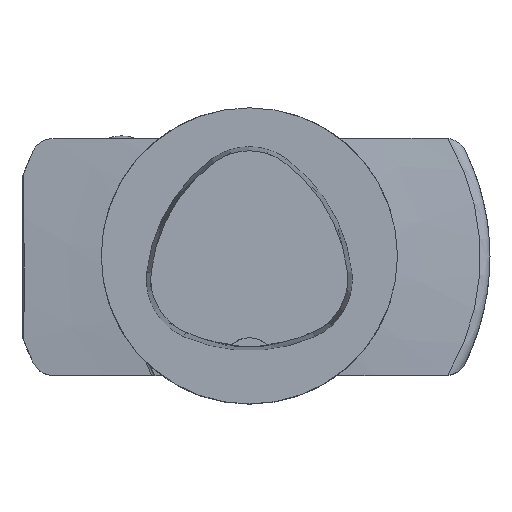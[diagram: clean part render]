
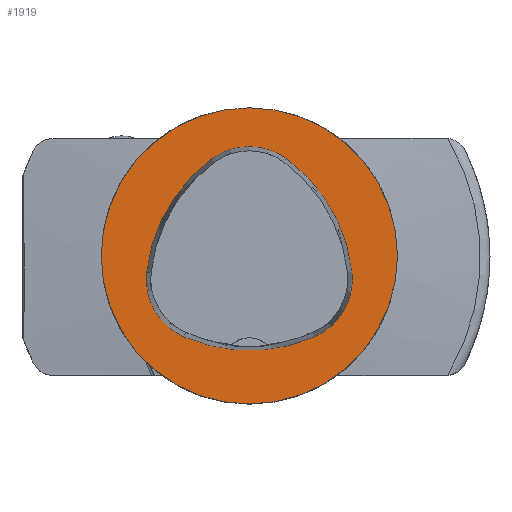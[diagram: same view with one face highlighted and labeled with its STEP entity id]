
A CAD part, top view. The second image highlights one B-rep face of the part: STEP entity #1919.
In plain terms, the highlighted planar face has unit normal (0, 0, 1).
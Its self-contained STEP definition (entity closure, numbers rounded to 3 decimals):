
#1352=PLANE('',#6183);
#1919=ADVANCED_FACE('',(#2271,#2272),#1352,.T.);
#2271=FACE_BOUND('',#2379,.T.);
#2272=FACE_BOUND('',#2380,.T.);
#2379=EDGE_LOOP('',(#2803,#2804,#2805,#2806,#2807,#2808));
#2380=EDGE_LOOP('',(#2809));
#2803=ORIENTED_EDGE('',*,*,#5116,.T.);
#2804=ORIENTED_EDGE('',*,*,#5114,.T.);
#2805=ORIENTED_EDGE('',*,*,#5112,.T.);
#2806=ORIENTED_EDGE('',*,*,#5110,.T.);
#2807=ORIENTED_EDGE('',*,*,#5108,.T.);
#2808=ORIENTED_EDGE('',*,*,#5106,.T.);
#2809=ORIENTED_EDGE('',*,*,#5129,.F.);
#4507=VERTEX_POINT('',#8194);
#4508=VERTEX_POINT('',#8196);
#4509=VERTEX_POINT('',#8200);
#4510=VERTEX_POINT('',#8204);
#4511=VERTEX_POINT('',#8208);
#4512=VERTEX_POINT('',#8212);
#4521=VERTEX_POINT('',#8244);
#5106=EDGE_CURVE('',#4508,#4507,#5980,.T.);
#5108=EDGE_CURVE('',#4509,#4508,#5981,.T.);
#5110=EDGE_CURVE('',#4510,#4509,#5982,.T.);
#5112=EDGE_CURVE('',#4511,#4510,#5983,.T.);
#5114=EDGE_CURVE('',#4512,#4511,#5984,.T.);
#5116=EDGE_CURVE('',#4507,#4512,#5985,.T.);
#5129=EDGE_CURVE('',#4521,#4521,#5986,.T.);
#5980=CIRCLE('',#6160,44.);
#5981=CIRCLE('',#6162,17.);
#5982=CIRCLE('',#6164,44.);
#5983=CIRCLE('',#6166,17.);
#5984=CIRCLE('',#6168,44.);
#5985=CIRCLE('',#6170,17.);
#5986=CIRCLE('',#6182,40.);
#6160=AXIS2_PLACEMENT_3D('',#8195,#6676,#6677);
#6162=AXIS2_PLACEMENT_3D('',#8199,#6681,#6682);
#6164=AXIS2_PLACEMENT_3D('',#8203,#6686,#6687);
#6166=AXIS2_PLACEMENT_3D('',#8207,#6691,#6692);
#6168=AXIS2_PLACEMENT_3D('',#8211,#6696,#6697);
#6170=AXIS2_PLACEMENT_3D('',#8215,#6701,#6702);
#6182=AXIS2_PLACEMENT_3D('',#8243,#6733,#6734);
#6183=AXIS2_PLACEMENT_3D('',#8245,#6735,#6736);
#6676=DIRECTION('',(0.,0.,-1.));
#6677=DIRECTION('',(-1.,0.,0.));
#6681=DIRECTION('',(0.,0.,-1.));
#6682=DIRECTION('',(-1.,0.,0.));
#6686=DIRECTION('',(0.,0.,-1.));
#6687=DIRECTION('',(-1.,0.,0.));
#6691=DIRECTION('',(0.,0.,-1.));
#6692=DIRECTION('',(-1.,0.,0.));
#6696=DIRECTION('',(0.,0.,-1.));
#6697=DIRECTION('',(-1.,0.,0.));
#6701=DIRECTION('',(0.,0.,-1.));
#6702=DIRECTION('',(-1.,0.,0.));
#6733=DIRECTION('',(0.,0.,-1.));
#6734=DIRECTION('',(-1.,0.,0.));
#6735=DIRECTION('',(0.,0.,1.));
#6736=DIRECTION('',(1.,0.,0.));
#8194=CARTESIAN_POINT('',(-17.652,-21.819,0.));
#8195=CARTESIAN_POINT('',(0.017,18.477,0.));
#8196=CARTESIAN_POINT('',(17.611,-21.852,0.));
#8199=CARTESIAN_POINT('',(10.814,-6.27,0.));
#8200=CARTESIAN_POINT('',(27.71,-4.394,0.));
#8203=CARTESIAN_POINT('',(-16.021,-9.25,0.));
#8204=CARTESIAN_POINT('',(10.049,26.194,0.));
#8207=CARTESIAN_POINT('',(-0.023,12.5,0.));
#8208=CARTESIAN_POINT('',(-10.119,26.178,0.));
#8211=CARTESIAN_POINT('',(16.01,-9.224,0.));
#8212=CARTESIAN_POINT('',(-27.722,-4.378,0.));
#8215=CARTESIAN_POINT('',(-10.825,-6.25,0.));
#8243=CARTESIAN_POINT('',(0.,0.,0.));
#8244=CARTESIAN_POINT('',(-40.,0.,0.));
#8245=CARTESIAN_POINT('',(0.,0.,0.));
